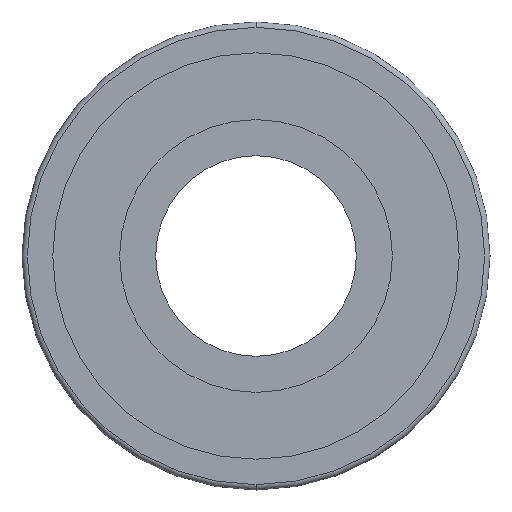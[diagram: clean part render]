
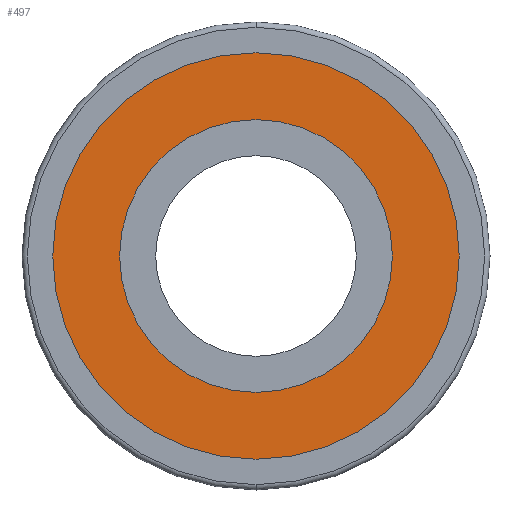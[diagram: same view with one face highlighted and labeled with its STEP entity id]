
A CAD part, front view. The second image highlights one B-rep face of the part: STEP entity #497.
In plain terms, the highlighted planar face has unit normal (0, -1, 0).
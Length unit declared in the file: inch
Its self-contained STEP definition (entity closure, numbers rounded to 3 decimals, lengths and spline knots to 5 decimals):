
#9 = DIRECTION ( 'NONE',  ( 0., 0., -1. ) ) ;
#14 = VERTEX_POINT ( 'NONE', #590 ) ;
#64 = DIRECTION ( 'NONE',  ( 0., -1., 0. ) ) ;
#80 = CARTESIAN_POINT ( 'NONE',  ( 0., 0.08, 0. ) ) ;
#85 = CIRCLE ( 'NONE', #165, 0.38 ) ;
#87 = AXIS2_PLACEMENT_3D ( 'NONE', #229, #673, #398 ) ;
#133 = AXIS2_PLACEMENT_3D ( 'NONE', #686, #412, #9 ) ;
#152 = PLANE ( 'NONE',  #87 ) ;
#162 = DIRECTION ( 'NONE',  ( 0., 0., -1. ) ) ;
#165 = AXIS2_PLACEMENT_3D ( 'NONE', #437, #64, #477 ) ;
#191 = CIRCLE ( 'NONE', #194, 0.38 ) ;
#192 = AXIS2_PLACEMENT_3D ( 'NONE', #80, #487, #162 ) ;
#194 = AXIS2_PLACEMENT_3D ( 'NONE', #343, #669, #607 ) ;
#225 = EDGE_CURVE ( 'NONE', #14, #414, #191, .T. ) ;
#227 = EDGE_CURVE ( 'NONE', #479, #674, #463, .T. ) ;
#229 = CARTESIAN_POINT ( 'NONE',  ( 0.255, 0.08, 0. ) ) ;
#259 = EDGE_CURVE ( 'NONE', #414, #14, #85, .T. ) ;
#274 = ORIENTED_EDGE ( 'NONE', *, *, #259, .T. ) ;
#277 = FACE_BOUND ( 'NONE', #587, .T. ) ;
#301 = EDGE_CURVE ( 'NONE', #674, #479, #478, .T. ) ;
#303 = CARTESIAN_POINT ( 'NONE',  ( 0., 0.08, 0.255 ) ) ;
#343 = CARTESIAN_POINT ( 'NONE',  ( 0., 0.08, 0. ) ) ;
#398 = DIRECTION ( 'NONE',  ( 0., 0., -1. ) ) ;
#412 = DIRECTION ( 'NONE',  ( 0., -1., 0. ) ) ;
#414 = VERTEX_POINT ( 'NONE', #670 ) ;
#425 = CARTESIAN_POINT ( 'NONE',  ( 0., 0.08, -0.255 ) ) ;
#437 = CARTESIAN_POINT ( 'NONE',  ( 0., 0.08, 0. ) ) ;
#463 = CIRCLE ( 'NONE', #192, 0.255 ) ;
#477 = DIRECTION ( 'NONE',  ( 0., 0., -1. ) ) ;
#478 = CIRCLE ( 'NONE', #133, 0.255 ) ;
#479 = VERTEX_POINT ( 'NONE', #303 ) ;
#487 = DIRECTION ( 'NONE',  ( 0., -1., 0. ) ) ;
#497 = ADVANCED_FACE ( 'NONE', ( #638, #277 ), #152, .T. ) ;
#544 = EDGE_LOOP ( 'NONE', ( #608, #274 ) ) ;
#555 = ORIENTED_EDGE ( 'NONE', *, *, #227, .F. ) ;
#587 = EDGE_LOOP ( 'NONE', ( #659, #555 ) ) ;
#590 = CARTESIAN_POINT ( 'NONE',  ( 0., 0.08, -0.38 ) ) ;
#607 = DIRECTION ( 'NONE',  ( 0., 0., -1. ) ) ;
#608 = ORIENTED_EDGE ( 'NONE', *, *, #225, .T. ) ;
#638 = FACE_OUTER_BOUND ( 'NONE', #544, .T. ) ;
#659 = ORIENTED_EDGE ( 'NONE', *, *, #301, .F. ) ;
#669 = DIRECTION ( 'NONE',  ( 0., -1., 0. ) ) ;
#670 = CARTESIAN_POINT ( 'NONE',  ( 0., 0.08, 0.38 ) ) ;
#673 = DIRECTION ( 'NONE',  ( 0., -1., 0. ) ) ;
#674 = VERTEX_POINT ( 'NONE', #425 ) ;
#686 = CARTESIAN_POINT ( 'NONE',  ( 0., 0.08, 0. ) ) ;
